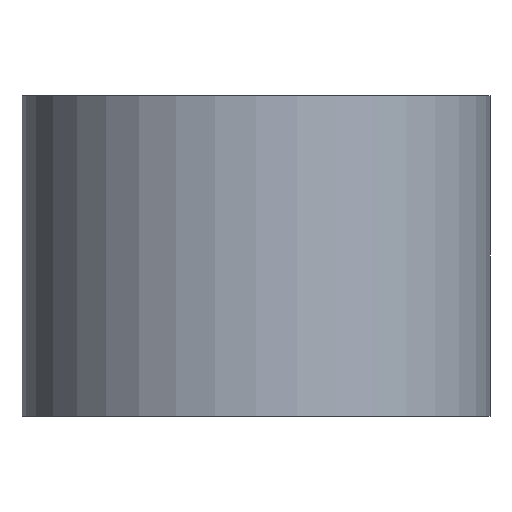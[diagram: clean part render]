
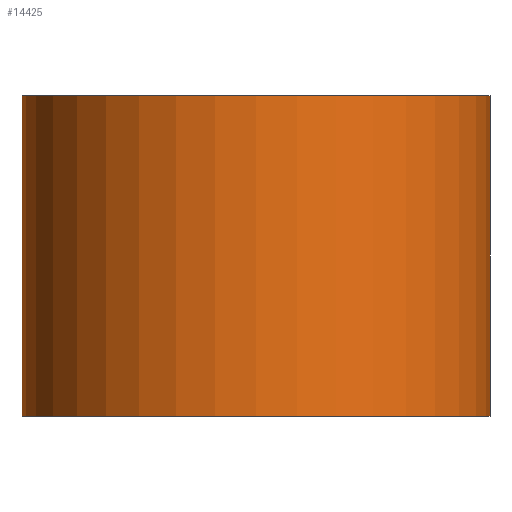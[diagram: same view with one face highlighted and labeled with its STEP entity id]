
A CAD part, front view. The second image highlights one B-rep face of the part: STEP entity #14425.
In plain terms, the highlighted cylindrical face has radius 18.542 mm (diameter 37.084 mm), a partial arc.
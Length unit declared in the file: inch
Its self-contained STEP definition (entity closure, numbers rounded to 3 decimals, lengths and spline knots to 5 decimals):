
#372 = CARTESIAN_POINT ( 'NONE',  ( -0.09308, 0.40582, -0.7265 ) ) ;
#1993 = DIRECTION ( 'NONE',  ( 1., 0., 0. ) ) ;
#2167 = ORIENTED_EDGE ( 'NONE', *, *, #14210, .T. ) ;
#3797 = CIRCLE ( 'NONE', #18529, 0.73 ) ;
#3874 = EDGE_CURVE ( 'NONE', #7387, #5299, #15189, .T. ) ;
#4234 = CARTESIAN_POINT ( 'NONE',  ( -0.82308, 0.40582, -0.7265 ) ) ;
#4383 = DIRECTION ( 'NONE',  ( 0., 0., -1. ) ) ;
#4865 = CARTESIAN_POINT ( 'NONE',  ( -0.82308, 0.40582, 0.2735 ) ) ;
#4967 = DIRECTION ( 'NONE',  ( 0., 0., 1. ) ) ;
#5127 = CARTESIAN_POINT ( 'NONE',  ( -0.82308, 0.40582, 0.2735 ) ) ;
#5299 = VERTEX_POINT ( 'NONE', #16842 ) ;
#6011 = CARTESIAN_POINT ( 'NONE',  ( -0.09308, 0.40582, 0.2735 ) ) ;
#6549 = VERTEX_POINT ( 'NONE', #4234 ) ;
#7103 = ORIENTED_EDGE ( 'NONE', *, *, #16074, .F. ) ;
#7387 = VERTEX_POINT ( 'NONE', #5127 ) ;
#7474 = CARTESIAN_POINT ( 'NONE',  ( 0.63692, 0.40582, -0.7265 ) ) ;
#8117 = FACE_OUTER_BOUND ( 'NONE', #17827, .T. ) ;
#8741 = LINE ( 'NONE', #16092, #16938 ) ;
#8919 = AXIS2_PLACEMENT_3D ( 'NONE', #6011, #4383, #14224 ) ;
#9882 = CYLINDRICAL_SURFACE ( 'NONE', #8919, 0.73 ) ;
#10984 = LINE ( 'NONE', #4865, #14789 ) ;
#11404 = DIRECTION ( 'NONE',  ( 0., 0., -1. ) ) ;
#11722 = VERTEX_POINT ( 'NONE', #7474 ) ;
#11772 = DIRECTION ( 'NONE',  ( 0., 0., 1. ) ) ;
#13474 = ORIENTED_EDGE ( 'NONE', *, *, #3874, .F. ) ;
#14210 = EDGE_CURVE ( 'NONE', #6549, #11722, #3797, .T. ) ;
#14224 = DIRECTION ( 'NONE',  ( -1., 0., 0. ) ) ;
#14425 = ADVANCED_FACE ( 'NONE', ( #8117 ), #9882, .T. ) ;
#14732 = CARTESIAN_POINT ( 'NONE',  ( -0.09308, 0.40582, 0.2735 ) ) ;
#14789 = VECTOR ( 'NONE', #11404, 39.37008 ) ;
#15189 = CIRCLE ( 'NONE', #20312, 0.73 ) ;
#16074 = EDGE_CURVE ( 'NONE', #5299, #11722, #8741, .T. ) ;
#16092 = CARTESIAN_POINT ( 'NONE',  ( 0.63692, 0.40582, 0.2735 ) ) ;
#16385 = DIRECTION ( 'NONE',  ( 1., 0., 0. ) ) ;
#16842 = CARTESIAN_POINT ( 'NONE',  ( 0.63692, 0.40582, 0.2735 ) ) ;
#16938 = VECTOR ( 'NONE', #17760, 39.37008 ) ;
#17760 = DIRECTION ( 'NONE',  ( 0., 0., -1. ) ) ;
#17827 = EDGE_LOOP ( 'NONE', ( #7103, #13474, #20176, #2167 ) ) ;
#18529 = AXIS2_PLACEMENT_3D ( 'NONE', #372, #11772, #1993 ) ;
#20081 = EDGE_CURVE ( 'NONE', #7387, #6549, #10984, .T. ) ;
#20176 = ORIENTED_EDGE ( 'NONE', *, *, #20081, .T. ) ;
#20312 = AXIS2_PLACEMENT_3D ( 'NONE', #14732, #4967, #16385 ) ;
